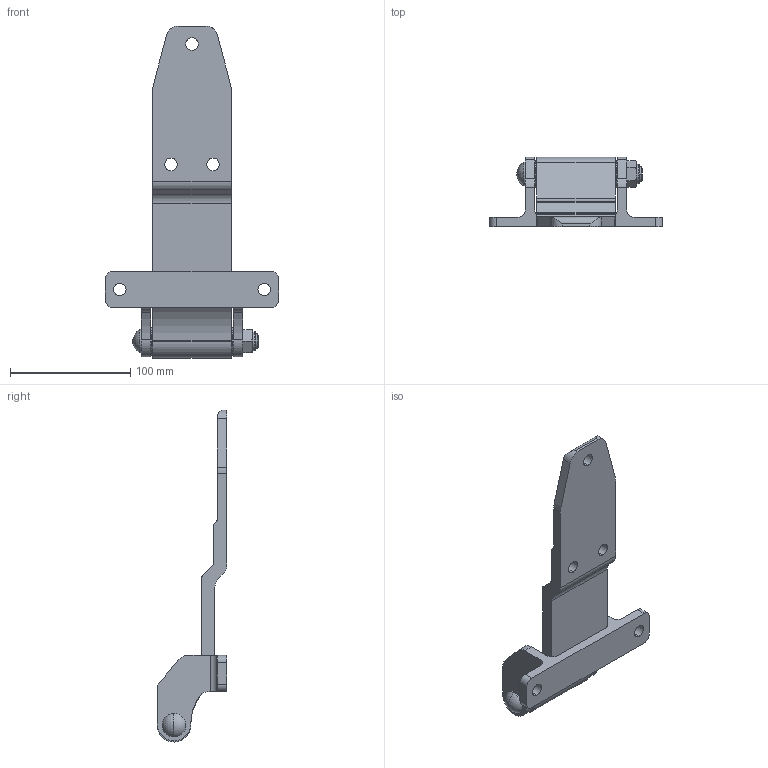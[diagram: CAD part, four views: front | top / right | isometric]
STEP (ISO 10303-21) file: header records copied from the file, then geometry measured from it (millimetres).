
FILE_DESCRIPTION (( 'STEP AP203' ), '1' );
FILE_NAME ('FB-880-1.STEP', '2013-10-04T06:56:09', ( '' ), ( '' ), 'SwSTEP 2.0', 'SolidWorks 2012', '' );
FILE_SCHEMA (( 'CONFIG_CONTROL_DESIGN' ));
Length unit declared in the file: millimetre
Products named in the file (6): FB-880-1; 六角Uナット M12; FB-880ピン_; FB-880カラー_; FB-880羽根_; FB-880-1受座_
Assembly tree (6 placements, depth 2):
  FB-880-1
    FB-880-1受座_
    FB-880羽根_
    FB-880カラー_  x2
    FB-880ピン_
    六角Uナット M12
Bounding box: 144 x 58 x 275.99 mm (x, y, z)
Volume: 284800.4 mm3; surface area: 81992.4 mm2
Topology: 6 solids, 6 shells, 140 faces, 360 edges, 236 vertices
Faces by surface type: cylinder 74, plane 53, cone 9, sphere 2, torus 2
Entity records: 4859 total; most frequent: CARTESIAN_POINT 820, DIRECTION 757, ORIENTED_EDGE 684, EDGE_CURVE 342, AXIS2_PLACEMENT_3D 289, VERTEX_POINT 224, VECTOR 179, LINE 179
